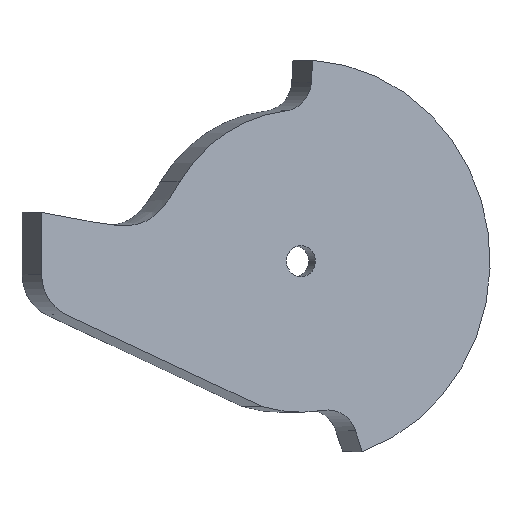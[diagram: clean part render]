
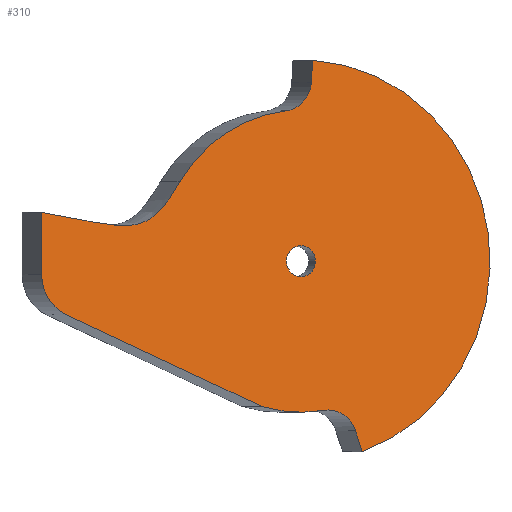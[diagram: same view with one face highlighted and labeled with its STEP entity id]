
A CAD part, top view. The second image highlights one B-rep face of the part: STEP entity #310.
In plain terms, the highlighted planar face has unit normal (0.342, 0, 0.94).
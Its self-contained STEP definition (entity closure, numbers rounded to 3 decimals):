
#16=FACE_BOUND('',#52,.T.);
#19=B_SPLINE_CURVE_WITH_KNOTS('',3,(#490,#491,#492,#493,#494,#495,#496,
#497,#498,#499,#500,#501,#502,#503,#504,#505,#506,#507,#508),
 .UNSPECIFIED.,.F.,.F.,(4,3,3,3,3,3,4),(0.,0.538,1.077,
1.615,2.692,3.23,3.769),
 .UNSPECIFIED.);
#24=PLANE('',#332);
#33=FACE_OUTER_BOUND('',#51,.T.);
#51=EDGE_LOOP('',(#217,#218,#219,#220,#221,#222,#223,#224,#225,#226,#227,
#228,#229));
#52=EDGE_LOOP('',(#230));
#72=LINE('',#470,#95);
#75=LINE('',#480,#98);
#76=LINE('',#484,#99);
#77=LINE('',#510,#100);
#78=LINE('',#512,#101);
#95=VECTOR('',#375,10.);
#98=VECTOR('',#384,10.);
#99=VECTOR('',#387,10.);
#100=VECTOR('',#392,10.);
#101=VECTOR('',#393,10.);
#116=CIRCLE('',#329,1.);
#118=CIRCLE('',#333,34.237);
#119=CIRCLE('',#334,7.);
#120=CIRCLE('',#335,45.625);
#121=CIRCLE('',#336,7.);
#122=CIRCLE('',#337,34.237);
#123=CIRCLE('',#338,10.);
#124=CIRCLE('',#339,3.5);
#134=VERTEX_POINT('',#460);
#135=VERTEX_POINT('',#461);
#138=VERTEX_POINT('',#469);
#140=VERTEX_POINT('',#475);
#141=VERTEX_POINT('',#477);
#142=VERTEX_POINT('',#479);
#143=VERTEX_POINT('',#481);
#144=VERTEX_POINT('',#483);
#145=VERTEX_POINT('',#485);
#146=VERTEX_POINT('',#487);
#147=VERTEX_POINT('',#489);
#148=VERTEX_POINT('',#509);
#149=VERTEX_POINT('',#511);
#150=VERTEX_POINT('',#514);
#164=EDGE_CURVE('',#134,#135,#116,.T.);
#168=EDGE_CURVE('',#138,#135,#72,.T.);
#171=EDGE_CURVE('',#134,#140,#118,.T.);
#172=EDGE_CURVE('',#141,#140,#119,.T.);
#173=EDGE_CURVE('',#141,#142,#75,.T.);
#174=EDGE_CURVE('',#142,#143,#120,.T.);
#175=EDGE_CURVE('',#143,#144,#76,.T.);
#176=EDGE_CURVE('',#145,#144,#121,.T.);
#177=EDGE_CURVE('',#145,#146,#122,.T.);
#178=EDGE_CURVE('',#147,#146,#19,.T.);
#179=EDGE_CURVE('',#147,#148,#77,.T.);
#180=EDGE_CURVE('',#148,#149,#78,.T.);
#181=EDGE_CURVE('',#138,#149,#123,.T.);
#182=EDGE_CURVE('',#150,#150,#124,.T.);
#217=ORIENTED_EDGE('',*,*,#164,.F.);
#218=ORIENTED_EDGE('',*,*,#171,.T.);
#219=ORIENTED_EDGE('',*,*,#172,.F.);
#220=ORIENTED_EDGE('',*,*,#173,.T.);
#221=ORIENTED_EDGE('',*,*,#174,.T.);
#222=ORIENTED_EDGE('',*,*,#175,.T.);
#223=ORIENTED_EDGE('',*,*,#176,.F.);
#224=ORIENTED_EDGE('',*,*,#177,.T.);
#225=ORIENTED_EDGE('',*,*,#178,.F.);
#226=ORIENTED_EDGE('',*,*,#179,.T.);
#227=ORIENTED_EDGE('',*,*,#180,.T.);
#228=ORIENTED_EDGE('',*,*,#181,.F.);
#229=ORIENTED_EDGE('',*,*,#168,.T.);
#230=ORIENTED_EDGE('',*,*,#182,.T.);
#310=ADVANCED_FACE('',(#33,#16),#24,.T.);
#329=AXIS2_PLACEMENT_3D('',#462,#367,#368);
#332=AXIS2_PLACEMENT_3D('',#474,#378,#379);
#333=AXIS2_PLACEMENT_3D('',#476,#380,#381);
#334=AXIS2_PLACEMENT_3D('',#478,#382,#383);
#335=AXIS2_PLACEMENT_3D('',#482,#385,#386);
#336=AXIS2_PLACEMENT_3D('',#486,#388,#389);
#337=AXIS2_PLACEMENT_3D('',#488,#390,#391);
#338=AXIS2_PLACEMENT_3D('',#513,#394,#395);
#339=AXIS2_PLACEMENT_3D('',#515,#396,#397);
#367=DIRECTION('center_axis',(-0.342,0.,-0.94));
#368=DIRECTION('ref_axis',(-0.32,-0.94,0.116));
#375=DIRECTION('',(0.86,-0.403,-0.313));
#378=DIRECTION('center_axis',(0.342,0.,0.94));
#379=DIRECTION('ref_axis',(0.,1.,0.));
#380=DIRECTION('center_axis',(0.342,0.,0.94));
#381=DIRECTION('ref_axis',(0.,1.,0.));
#382=DIRECTION('center_axis',(0.342,0.,0.94));
#383=DIRECTION('ref_axis',(0.483,0.858,-0.176));
#384=DIRECTION('',(0.305,-0.946,-0.111));
#385=DIRECTION('center_axis',(0.342,0.,0.94));
#386=DIRECTION('ref_axis',(0.,1.,0.));
#387=DIRECTION('',(-0.058,-0.998,0.021));
#388=DIRECTION('center_axis',(0.342,0.,0.94));
#389=DIRECTION('ref_axis',(0.68,-0.69,-0.247));
#390=DIRECTION('center_axis',(0.342,0.,0.94));
#391=DIRECTION('ref_axis',(0.,1.,0.));
#392=DIRECTION('',(-0.925,0.174,0.337));
#393=DIRECTION('',(0.,-1.,0.));
#394=DIRECTION('center_axis',(-0.342,0.,-0.94));
#395=DIRECTION('ref_axis',(-0.787,-0.546,0.286));
#396=DIRECTION('center_axis',(-0.342,0.,-0.94));
#397=DIRECTION('ref_axis',(0.,1.,0.));
#460=CARTESIAN_POINT('',(63.157,-32.899,42.649));
#461=CARTESIAN_POINT('',(63.038,-32.853,42.692));
#462=CARTESIAN_POINT('Origin',(63.417,-31.938,42.555));
#469=CARTESIAN_POINT('',(18.909,-12.191,58.754));
#470=CARTESIAN_POINT('',(13.297,-9.563,60.797));
#474=CARTESIAN_POINT('Origin',(64.116,1.189,42.3));
#475=CARTESIAN_POINT('',(77.177,-33.801,37.546));
#476=CARTESIAN_POINT('Origin',(72.061,0.,39.408));
#477=CARTESIAN_POINT('',(84.446,-38.442,34.901));
#478=CARTESIAN_POINT('Origin',(78.223,-40.712,37.165));
#479=CARTESIAN_POINT('',(85.966,-43.159,34.348));
#480=CARTESIAN_POINT('',(72.061,0.,39.408));
#481=CARTESIAN_POINT('',(74.719,45.538,38.441));
#482=CARTESIAN_POINT('Origin',(72.061,0.,39.408));
#483=CARTESIAN_POINT('',(74.428,40.56,38.547));
#484=CARTESIAN_POINT('',(72.061,0.,39.408));
#485=CARTESIAN_POINT('',(68.576,34.035,40.677));
#486=CARTESIAN_POINT('Origin',(67.863,40.994,40.936));
#487=CARTESIAN_POINT('',(44.671,17.959,49.378));
#488=CARTESIAN_POINT('Origin',(72.061,0.,39.408));
#489=CARTESIAN_POINT('',(25.407,8.754,56.389));
#490=CARTESIAN_POINT('Ctrl Pts',(25.407,8.754,56.389));
#491=CARTESIAN_POINT('Ctrl Pts',(27.387,8.383,55.668));
#492=CARTESIAN_POINT('Ctrl Pts',(28.874,8.189,55.127));
#493=CARTESIAN_POINT('Ctrl Pts',(30.135,8.093,54.668));
#494=CARTESIAN_POINT('Ctrl Pts',(31.397,7.998,54.209));
#495=CARTESIAN_POINT('Ctrl Pts',(32.432,8.001,53.832));
#496=CARTESIAN_POINT('Ctrl Pts',(33.348,8.088,53.499));
#497=CARTESIAN_POINT('Ctrl Pts',(34.264,8.175,53.165));
#498=CARTESIAN_POINT('Ctrl Pts',(35.061,8.346,52.875));
#499=CARTESIAN_POINT('Ctrl Pts',(35.799,8.591,52.607));
#500=CARTESIAN_POINT('Ctrl Pts',(37.277,9.08,52.069));
#501=CARTESIAN_POINT('Ctrl Pts',(38.523,9.861,51.615));
#502=CARTESIAN_POINT('Ctrl Pts',(39.861,11.206,51.128));
#503=CARTESIAN_POINT('Ctrl Pts',(40.53,11.878,50.885));
#504=CARTESIAN_POINT('Ctrl Pts',(41.222,12.692,50.633));
#505=CARTESIAN_POINT('Ctrl Pts',(41.993,13.756,50.352));
#506=CARTESIAN_POINT('Ctrl Pts',(42.765,14.821,50.071));
#507=CARTESIAN_POINT('Ctrl Pts',(43.616,16.137,49.762));
#508=CARTESIAN_POINT('Ctrl Pts',(44.671,17.959,49.378));
#509=CARTESIAN_POINT('',(13.297,11.027,60.797));
#510=CARTESIAN_POINT('',(72.061,0.,39.408));
#511=CARTESIAN_POINT('',(13.297,-3.038,60.797));
#512=CARTESIAN_POINT('',(13.297,11.027,60.797));
#513=CARTESIAN_POINT('Origin',(22.694,-3.038,57.377));
#514=CARTESIAN_POINT('',(72.061,-3.5,39.408));
#515=CARTESIAN_POINT('Origin',(72.061,0.,39.408));
